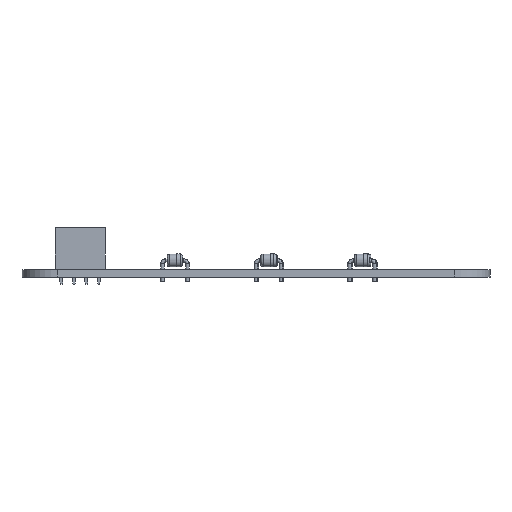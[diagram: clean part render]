
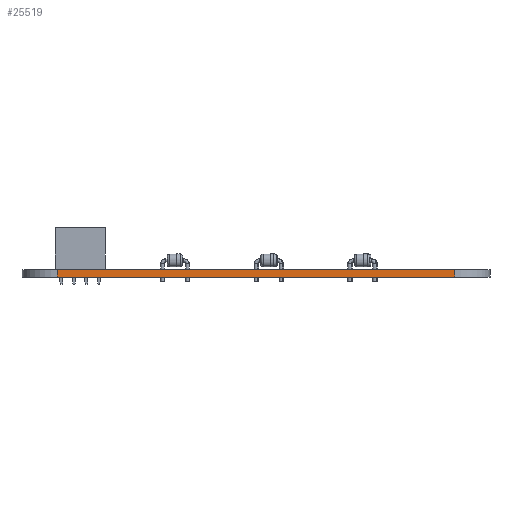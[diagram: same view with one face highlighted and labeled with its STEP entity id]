
A CAD part, left-side view. The second image highlights one B-rep face of the part: STEP entity #25519.
In plain terms, the highlighted planar face has unit normal (-1, 0, 0).
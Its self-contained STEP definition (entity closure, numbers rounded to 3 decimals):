
#18456 = VERTEX_POINT('',#18457);
#18457 = CARTESIAN_POINT('',(17.323,-23.277,0.));
#18464 = EDGE_CURVE('',#18465,#18456,#18467,.T.);
#18465 = VERTEX_POINT('',#18466);
#18466 = CARTESIAN_POINT('',(17.323,-104.239,0.));
#18467 = LINE('',#18468,#18469);
#18468 = CARTESIAN_POINT('',(17.323,-104.239,0.));
#18469 = VECTOR('',#18470,1.);
#18470 = DIRECTION('',(0.,1.,0.));
#21974 = VERTEX_POINT('',#21975);
#21975 = CARTESIAN_POINT('',(17.323,-23.277,1.51));
#21982 = EDGE_CURVE('',#21983,#21974,#21985,.T.);
#21983 = VERTEX_POINT('',#21984);
#21984 = CARTESIAN_POINT('',(17.323,-104.239,1.51));
#21985 = LINE('',#21986,#21987);
#21986 = CARTESIAN_POINT('',(17.323,-104.239,1.51));
#21987 = VECTOR('',#21988,1.);
#21988 = DIRECTION('',(0.,1.,0.));
#25489 = EDGE_CURVE('',#18456,#21974,#25490,.T.);
#25490 = LINE('',#25491,#25492);
#25491 = CARTESIAN_POINT('',(17.323,-23.277,0.));
#25492 = VECTOR('',#25493,1.);
#25493 = DIRECTION('',(0.,0.,1.));
#25519 = ADVANCED_FACE('',(#25520),#25531,.T.);
#25520 = FACE_BOUND('',#25521,.T.);
#25521 = EDGE_LOOP('',(#25522,#25528,#25529,#25530));
#25522 = ORIENTED_EDGE('',*,*,#25523,.T.);
#25523 = EDGE_CURVE('',#18465,#21983,#25524,.T.);
#25524 = LINE('',#25525,#25526);
#25525 = CARTESIAN_POINT('',(17.323,-104.239,0.));
#25526 = VECTOR('',#25527,1.);
#25527 = DIRECTION('',(0.,0.,1.));
#25528 = ORIENTED_EDGE('',*,*,#21982,.T.);
#25529 = ORIENTED_EDGE('',*,*,#25489,.F.);
#25530 = ORIENTED_EDGE('',*,*,#18464,.F.);
#25531 = PLANE('',#25532);
#25532 = AXIS2_PLACEMENT_3D('',#25533,#25534,#25535);
#25533 = CARTESIAN_POINT('',(17.323,-104.239,0.));
#25534 = DIRECTION('',(-1.,0.,0.));
#25535 = DIRECTION('',(0.,1.,0.));
